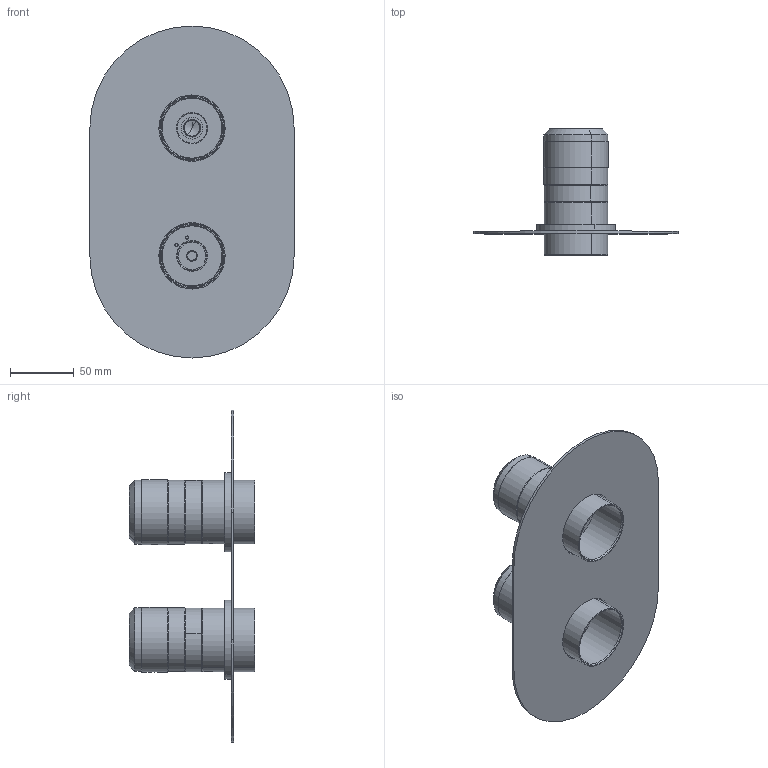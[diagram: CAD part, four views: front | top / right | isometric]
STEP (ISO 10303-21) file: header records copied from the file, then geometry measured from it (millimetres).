
FILE_DESCRIPTION(('CATIA V5 STEP Exchange','CAx-IF Rec.Pracs.--- Model Styling and Organization---1.2---2011-12-15'),'2;1');
FILE_NAME('CR019100.stp','2018-11-27T09:56:37+00:00',('none'),('none'),'Version 5-6 Release 2013','CATIA V5 STEP AP214','none');
FILE_SCHEMA(('AUTOMOTIVE_DESIGN { 1 0 10303 214 1 1 1 1 }'));
Length unit declared in the file: millimetre
Products named in the file (14): PR.0399.14; P45292; P45294; P50533; P45342; P45296; P45216; PR97786; P45211; P45212; P42432; PR98598; P45402; P45285
Assembly tree (16 placements, depth 3):
  PR.0399.14
    P45292
    P45294
    P50533  x2
    P45342
    P45296  x2
    P45216
    PR97786
      P45211
      P45212
    P42432  x2
    PR98598
      P45402
      P45285
Bounding box: 160 x 98.5 x 260 mm (x, y, z)
Volume: 175169.5 mm3; surface area: 160037.8 mm2
Topology: 14 solids, 14 shells, 934 faces, 2448 edges, 1575 vertices
Faces by surface type: plane 469, cylinder 317, cone 102, torus 18, bspline 16, sphere 12
Entity records: 25536 total; most frequent: CARTESIAN_POINT 6331, ORIENTED_EDGE 4572, DIRECTION 2761, EDGE_CURVE 2286, VERTEX_POINT 1486, AXIS2_PLACEMENT_3D 1219, VECTOR 1086, LINE 1086
